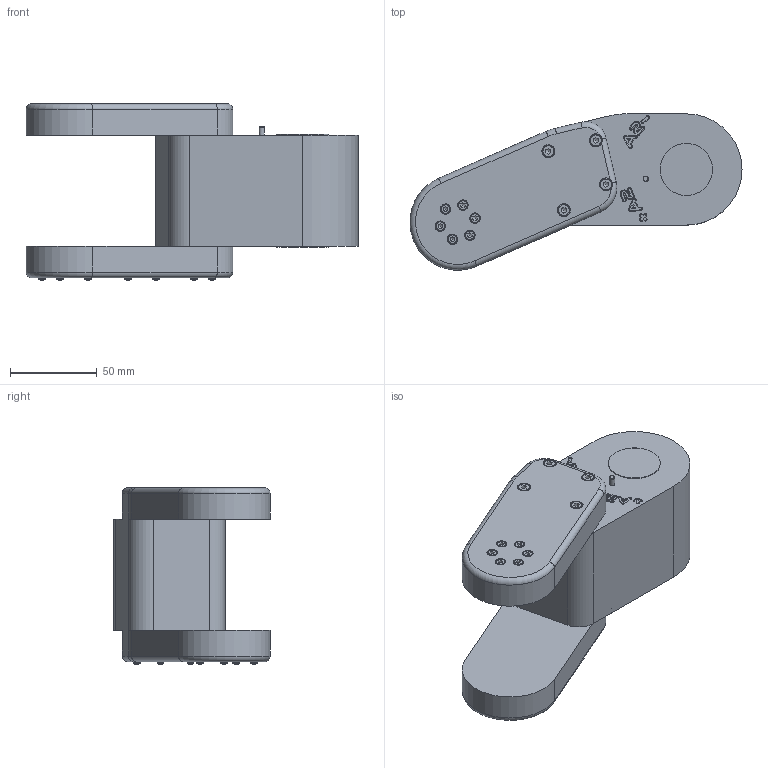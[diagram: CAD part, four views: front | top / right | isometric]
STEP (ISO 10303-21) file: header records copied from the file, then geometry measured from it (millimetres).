
FILE_DESCRIPTION(/* description */ (''),/* implementation_level */ '2;1');
FILE_NAME(/* name */ 'Axis 3 - Lower arm simple.stp',/* time_stamp */ '2017-05-25T08:53:38-04:00',/* author */ ('Jonathan'),/* organization */ (''),/* preprocessor_version */ 'ST-DEVELOPER v16.5',/* originating_system */ 'Autodesk Inventor 2017',/* authorisation */ '');
FILE_SCHEMA (('AUTOMOTIVE_DESIGN { 1 0 10303 214 3 1 1 }'));
Length unit declared in the file: inch
Products named in the file (1): Axis 3 - Lower arm simple
Bounding box: 190.98 x 89.81 x 101.38 mm (x, y, z)
Volume: 643621.3 mm3; surface area: 63780.3 mm2
Topology: 1 solids, 7 shells, 965 faces, 2254 edges, 1353 vertices
Faces by surface type: plane 375, bspline 264, cylinder 255, torus 35, cone 29, sphere 7
Full cylindrical faces by diameter (mm): 1.84 x7, 3 x8, 3.2 x6, 3.251 x1, 4 x7, 5.5 x10, 6 x10, 7 x4, 7.5 x4, 30 x2
Entity records: 33378 total; most frequent: CARTESIAN_POINT 12986, ORIENTED_EDGE 4272, DIRECTION 3308, EDGE_CURVE 2094, VERTEX_POINT 1308, EDGE_LOOP 1142, AXIS2_PLACEMENT_3D 1137, LINE 1034
